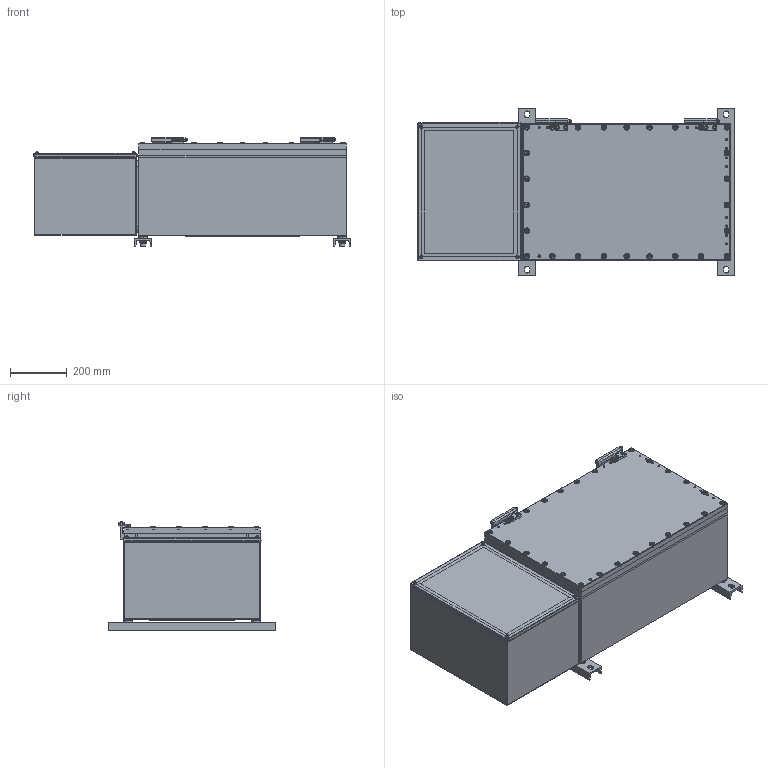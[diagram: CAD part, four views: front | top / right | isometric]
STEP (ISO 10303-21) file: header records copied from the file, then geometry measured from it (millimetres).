
FILE_DESCRIPTION (( 'STEP AP203' ), '1' );
FILE_NAME ('8264-_933-2_0_-8125-_307_D.STEP', '2014-09-15T13:44:11', ( '' ), ( '' ), 'SwSTEP 2.0', 'SolidWorks 2014', '' );
FILE_SCHEMA (( 'CONFIG_CONTROL_DESIGN' ));
Length unit declared in the file: millimetre
Products named in the file (34): 81_250_06_07_0_30; 9021_6,4; 127_M 12; 82_649_04_55_0; 81_259_01_51_0; 933_M 6 x 12; socket head cap screw_din_DIN 912 M12 x 20 --- 20N; 128_M 6; 509_642_0; 81_257_70_04_6_81_257_15_04_6; DIN EN ISO 1207 (DIN 84)_M6 x 10; 82_649_03_26_0; 509_642_0_1_montiert; 526_618_0; ISO 4762 (DIN 912)_Standard M10 x 30; 82_649_05_26_0; 504_778_0; 82_259_46_75_0; 500_663_0_M 8 x 16; 8125-_307-_; 81_257_70_04_6; 506_712_0; 506_204_0_7; 81_259_62_10_0; 81_257_01_05_6_30; 128_M12; 8264-_933-2_10_D; 82_649_56_04_3_boden_20<Wie bearbeitet>; 8264-_933-2_0_-8125-_307_D; 8125_2756030_fuer Gehausegroesse 30; 500_672_0_M 12 x 25; 125_M 12 A; 82_649_56_05_3
Assembly tree (118 placements, depth 4):
  8264-_933-2_0_-8125-_307_D
    8264-_933-2_10_D
      82_649_56_04_3_boden_20<Wie bearbeitet>
      82_649_56_05_3
      82_649_04_55_0
      128_M 6  x7
      DIN EN ISO 1207 (DIN 84)_M6 x 10  x6
      ISO 4762 (DIN 912)_Standard M10 x 30  x26
      82_259_46_75_0  x2
      506_712_0  x4
      128_M12  x4
      500_672_0_M 12 x 25  x4
      9021_6,4
      933_M 6 x 12
      82_649_03_26_0  x2
      82_649_05_26_0  x2
      500_663_0_M 8 x 16  x8
      506_204_0_7  x2
    125_M 12 A  x4
    127_M 12  x4
    socket head cap screw_din_DIN 912 M12 x 20 --- 20N  x4
    8125-_307-_
      81_257_70_04_6
        81_257_70_04_6_81_257_15_04_6
        526_618_0  x8
        504_778_0  x8
      81_250_06_07_0_30
        81_257_01_05_6_30
        8125_2756030_fuer Gehausegroesse 30
      81_259_01_51_0  x4
      509_642_0  x4
        509_642_0
        509_642_0_1_montiert
    81_259_62_10_0
Bounding box: 1116.75 x 590 x 386 mm (x, y, z)
Volume: 27445817.9 mm3; surface area: 6190120.1 mm2
Topology: 165 solids, 165 shells, 3511 faces, 7969 edges, 4788 vertices
Faces by surface type: plane 1431, cylinder 1132, cone 588, torus 320, sphere 24, bspline 16
Entity records: 54465 total; most frequent: CARTESIAN_POINT 9515, DIRECTION 8705, ORIENTED_EDGE 7566, EDGE_CURVE 3783, AXIS2_PLACEMENT_3D 3294, VERTEX_POINT 2384, LINE 2117, VECTOR 2117
